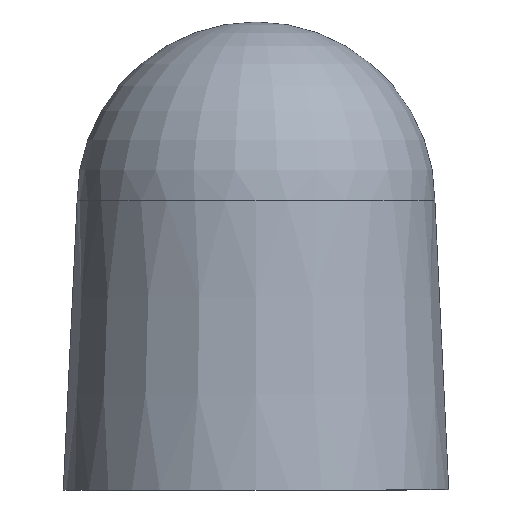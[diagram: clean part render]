
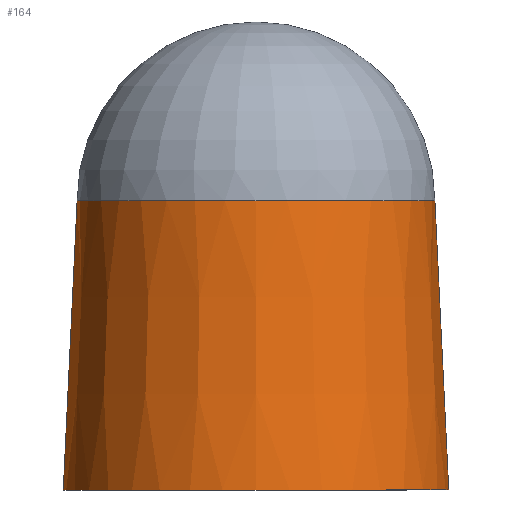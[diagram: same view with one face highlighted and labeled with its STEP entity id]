
A CAD part, front view. The second image highlights one B-rep face of the part: STEP entity #164.
In plain terms, the highlighted conical face has half-angle 2.741 degrees and reference radius 7.147 mm.
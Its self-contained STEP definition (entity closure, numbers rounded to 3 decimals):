
#13 = EDGE_CURVE ( 'NONE', #208, #198, #221, .T. ) ;
#16 = DIRECTION ( 'NONE',  ( 0., 0., -1. ) ) ;
#21 = LINE ( 'NONE', #193, #227 ) ;
#25 = LINE ( 'NONE', #207, #273 ) ;
#27 = VERTEX_POINT ( 'NONE', #279 ) ;
#43 = CONICAL_SURFACE ( 'NONE', #262, 7.147, 0.048 ) ;
#44 = DIRECTION ( 'NONE',  ( -1., 0., 0. ) ) ;
#51 = CARTESIAN_POINT ( 'NONE',  ( 4.417, -26.307, 10.723 ) ) ;
#52 = CARTESIAN_POINT ( 'NONE',  ( 18.711, -26.307, 10.723 ) ) ;
#68 = VERTEX_POINT ( 'NONE', #345 ) ;
#93 = EDGE_LOOP ( 'NONE', ( #168, #300, #99, #365 ) ) ;
#99 = ORIENTED_EDGE ( 'NONE', *, *, #200, .T. ) ;
#122 = AXIS2_PLACEMENT_3D ( 'NONE', #240, #272, #335 ) ;
#141 = CARTESIAN_POINT ( 'NONE',  ( 11.564, -26.307, 10.723 ) ) ;
#164 = ADVANCED_FACE ( 'NONE', ( #309 ), #43, .T. ) ;
#168 = ORIENTED_EDGE ( 'NONE', *, *, #377, .F. ) ;
#180 = DIRECTION ( 'NONE',  ( 0.048, 0., -0.999 ) ) ;
#193 = CARTESIAN_POINT ( 'NONE',  ( 4.417, -26.307, 10.723 ) ) ;
#198 = VERTEX_POINT ( 'NONE', #51 ) ;
#200 = EDGE_CURVE ( 'NONE', #198, #68, #21, .T. ) ;
#207 = CARTESIAN_POINT ( 'NONE',  ( 18.711, -26.307, 10.723 ) ) ;
#208 = VERTEX_POINT ( 'NONE', #52 ) ;
#221 = CIRCLE ( 'NONE', #256, 7.147 ) ;
#227 = VECTOR ( 'NONE', #242, 1000. ) ;
#240 = CARTESIAN_POINT ( 'NONE',  ( 11.564, -26.307, -0.827 ) ) ;
#242 = DIRECTION ( 'NONE',  ( -0.048, 0., -0.999 ) ) ;
#256 = AXIS2_PLACEMENT_3D ( 'NONE', #257, #342, #284 ) ;
#257 = CARTESIAN_POINT ( 'NONE',  ( 11.564, -26.307, 10.723 ) ) ;
#262 = AXIS2_PLACEMENT_3D ( 'NONE', #141, #16, #44 ) ;
#272 = DIRECTION ( 'NONE',  ( 0., 0., -1. ) ) ;
#273 = VECTOR ( 'NONE', #180, 1000. ) ;
#274 = CIRCLE ( 'NONE', #122, 7.7 ) ;
#279 = CARTESIAN_POINT ( 'NONE',  ( 19.264, -26.307, -0.827 ) ) ;
#284 = DIRECTION ( 'NONE',  ( -1., 0., 0. ) ) ;
#292 = EDGE_CURVE ( 'NONE', #27, #68, #274, .T. ) ;
#300 = ORIENTED_EDGE ( 'NONE', *, *, #13, .T. ) ;
#309 = FACE_OUTER_BOUND ( 'NONE', #93, .T. ) ;
#335 = DIRECTION ( 'NONE',  ( -1., 0., 0. ) ) ;
#342 = DIRECTION ( 'NONE',  ( 0., 0., -1. ) ) ;
#345 = CARTESIAN_POINT ( 'NONE',  ( 3.864, -26.307, -0.827 ) ) ;
#365 = ORIENTED_EDGE ( 'NONE', *, *, #292, .F. ) ;
#377 = EDGE_CURVE ( 'NONE', #208, #27, #25, .T. ) ;
